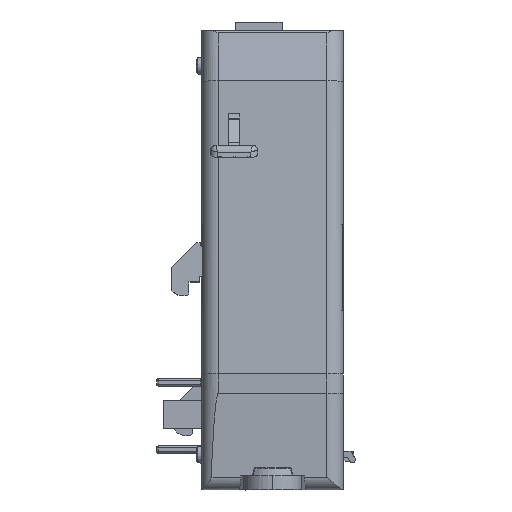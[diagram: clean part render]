
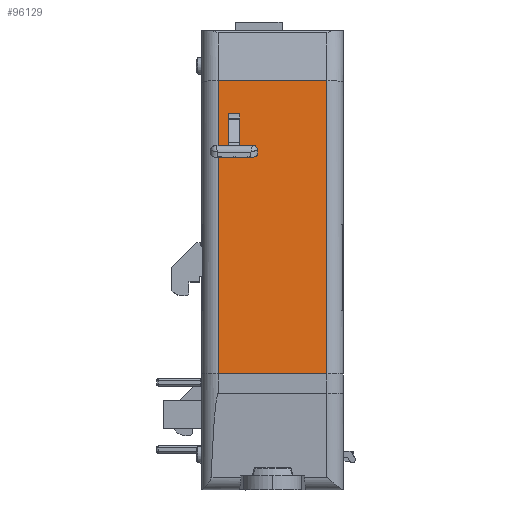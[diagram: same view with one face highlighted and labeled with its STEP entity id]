
A CAD part, front view. The second image highlights one B-rep face of the part: STEP entity #96129.
In plain terms, the highlighted planar face has unit normal (0, -0.999, 0.044).
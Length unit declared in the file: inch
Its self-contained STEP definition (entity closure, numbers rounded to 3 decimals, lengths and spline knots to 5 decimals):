
#2530 = ORIENTED_EDGE ( 'NONE', *, *, #67573, .T. ) ;
#2781 = DIRECTION ( 'NONE',  ( -1., 0., 0. ) ) ;
#9166 = VERTEX_POINT ( 'NONE', #113635 ) ;
#11282 = CARTESIAN_POINT ( 'NONE',  ( 0.63541, -1.75976, -0.76539 ) ) ;
#14266 = LINE ( 'NONE', #125538, #167395 ) ;
#22736 = VECTOR ( 'NONE', #150848, 39.37008 ) ;
#33576 = VERTEX_POINT ( 'NONE', #84697 ) ;
#37992 = DIRECTION ( 'NONE',  ( 0., 0.044, 0.999 ) ) ;
#38011 = DIRECTION ( 'NONE',  ( 0., -0.044, -0.999 ) ) ;
#38661 = LINE ( 'NONE', #96976, #191955 ) ;
#46633 = EDGE_CURVE ( 'NONE', #121280, #136709, #185995, .T. ) ;
#50346 = CARTESIAN_POINT ( 'NONE',  ( -0.17505, -1.74776, -0.49051 ) ) ;
#50386 = CARTESIAN_POINT ( 'NONE',  ( -0.09629, -1.75976, -0.76539 ) ) ;
#51039 = FACE_BOUND ( 'NONE', #153324, .T. ) ;
#53298 = VECTOR ( 'NONE', #62210, 39.37008 ) ;
#55965 = DIRECTION ( 'NONE',  ( 0., -0.999, 0.044 ) ) ;
#58807 = VERTEX_POINT ( 'NONE', #50386 ) ;
#59317 = CARTESIAN_POINT ( 'NONE',  ( -0.13567, -1.74776, -0.49051 ) ) ;
#62210 = DIRECTION ( 'NONE',  ( -1., 0., 0. ) ) ;
#63108 = ORIENTED_EDGE ( 'NONE', *, *, #150413, .F. ) ;
#67573 = EDGE_CURVE ( 'NONE', #72307, #58807, #101571, .T. ) ;
#68437 = ORIENTED_EDGE ( 'NONE', *, *, #118287, .T. ) ;
#72307 = VERTEX_POINT ( 'NONE', #94296 ) ;
#84697 = CARTESIAN_POINT ( 'NONE',  ( -0.24746, -1.82827, -2.33452 ) ) ;
#85864 = FACE_OUTER_BOUND ( 'NONE', #99912, .T. ) ;
#86315 = CARTESIAN_POINT ( 'NONE',  ( -0.24746, -1.73772, -0.26054 ) ) ;
#87750 = CARTESIAN_POINT ( 'NONE',  ( 0.63541, -1.92586, -4.56957 ) ) ;
#89774 = DIRECTION ( 'NONE',  ( 0., 0.044, 0.999 ) ) ;
#93086 = CARTESIAN_POINT ( 'NONE',  ( -0.09629, -1.92586, -4.56957 ) ) ;
#94296 = CARTESIAN_POINT ( 'NONE',  ( -0.09629, -1.74776, -0.49051 ) ) ;
#96129 = ADVANCED_FACE ( 'NONE', ( #85864, #51039 ), #129885, .T. ) ;
#96976 = CARTESIAN_POINT ( 'NONE',  ( -0.17505, -1.92586, -4.56957 ) ) ;
#97471 = DIRECTION ( 'NONE',  ( 1., 0., 0. ) ) ;
#98525 = EDGE_CURVE ( 'NONE', #164169, #33576, #14266, .T. ) ;
#98612 = VERTEX_POINT ( 'NONE', #50346 ) ;
#98904 = EDGE_CURVE ( 'NONE', #72307, #98612, #185836, .T. ) ;
#99912 = EDGE_LOOP ( 'NONE', ( #63108, #187212, #68437, #130144 ) ) ;
#101502 = DIRECTION ( 'NONE',  ( -1., 0., 0. ) ) ;
#101571 = LINE ( 'NONE', #93086, #22736 ) ;
#109269 = VECTOR ( 'NONE', #101502, 39.37008 ) ;
#113635 = CARTESIAN_POINT ( 'NONE',  ( -0.17505, -1.75976, -0.76539 ) ) ;
#118287 = EDGE_CURVE ( 'NONE', #136709, #164169, #190365, .T. ) ;
#121280 = VERTEX_POINT ( 'NONE', #124141 ) ;
#121306 = ORIENTED_EDGE ( 'NONE', *, *, #141519, .F. ) ;
#122656 = VECTOR ( 'NONE', #2781, 39.37008 ) ;
#124141 = CARTESIAN_POINT ( 'NONE',  ( 0.51828, -1.82827, -2.33452 ) ) ;
#125538 = CARTESIAN_POINT ( 'NONE',  ( -0.24746, -1.82827, -2.33452 ) ) ;
#127855 = ORIENTED_EDGE ( 'NONE', *, *, #166484, .T. ) ;
#129390 = CARTESIAN_POINT ( 'NONE',  ( 0.51828, -1.92586, -4.56957 ) ) ;
#129885 = PLANE ( 'NONE',  #155471 ) ;
#130144 = ORIENTED_EDGE ( 'NONE', *, *, #98525, .T. ) ;
#136709 = VERTEX_POINT ( 'NONE', #163457 ) ;
#136750 = CARTESIAN_POINT ( 'NONE',  ( 0.63541, -1.73772, -0.26054 ) ) ;
#141519 = EDGE_CURVE ( 'NONE', #9166, #58807, #151979, .T. ) ;
#150413 = EDGE_CURVE ( 'NONE', #121280, #33576, #166839, .T. ) ;
#150848 = DIRECTION ( 'NONE',  ( 0., -0.044, -0.999 ) ) ;
#151979 = LINE ( 'NONE', #11282, #159036 ) ;
#153324 = EDGE_LOOP ( 'NONE', ( #184202, #2530, #121306, #127855 ) ) ;
#155471 = AXIS2_PLACEMENT_3D ( 'NONE', #87750, #55965, #189654 ) ;
#159036 = VECTOR ( 'NONE', #97471, 39.37008 ) ;
#163457 = CARTESIAN_POINT ( 'NONE',  ( 0.51828, -1.73772, -0.26054 ) ) ;
#164169 = VERTEX_POINT ( 'NONE', #86315 ) ;
#166484 = EDGE_CURVE ( 'NONE', #9166, #98612, #38661, .T. ) ;
#166839 = LINE ( 'NONE', #179116, #122656 ) ;
#167395 = VECTOR ( 'NONE', #38011, 39.37008 ) ;
#178828 = VECTOR ( 'NONE', #89774, 39.37008 ) ;
#179116 = CARTESIAN_POINT ( 'NONE',  ( 0.63541, -1.82827, -2.33452 ) ) ;
#184202 = ORIENTED_EDGE ( 'NONE', *, *, #98904, .F. ) ;
#185836 = LINE ( 'NONE', #59317, #109269 ) ;
#185995 = LINE ( 'NONE', #129390, #178828 ) ;
#187212 = ORIENTED_EDGE ( 'NONE', *, *, #46633, .T. ) ;
#189654 = DIRECTION ( 'NONE',  ( 0., -0.044, -0.999 ) ) ;
#190365 = LINE ( 'NONE', #136750, #53298 ) ;
#191955 = VECTOR ( 'NONE', #37992, 39.37008 ) ;
